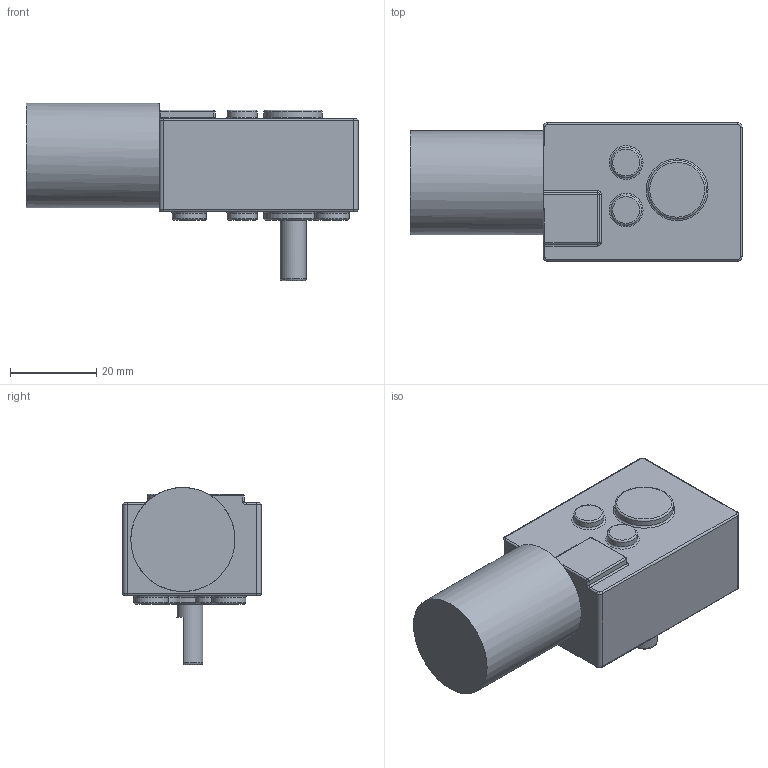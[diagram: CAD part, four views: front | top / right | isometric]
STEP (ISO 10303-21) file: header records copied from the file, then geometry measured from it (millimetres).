
FILE_DESCRIPTION(/* description */ (''),/* implementation_level */ '2;1');
FILE_NAME(/* name */ 'Gear Motor ZWL-FP69i v8.step',/* time_stamp */ '2017-04-28T14:34:01-07:00',/* author */ (''),/* organization */ (''),/* preprocessor_version */ 'ST-DEVELOPER v16.13',/* originating_system */ 'Autodesk Translation Framework v6.1.1.50',/* authorisation */ '');
FILE_SCHEMA (('AUTOMOTIVE_DESIGN { 1 0 10303 214 3 1 1 }'));
Length unit declared in the file: millimetre
Products named in the file (1): Gear Motor ZWL-FP69i v8
Bounding box: 76.8 x 32 x 40.98 mm (x, y, z)
Volume: 47183.8 mm3; surface area: 9714.3 mm2
Topology: 1 solids, 1 shells, 103 faces, 207 edges, 121 vertices
Faces by surface type: cylinder 39, torus 32, plane 29, sphere 3
Full cylindrical faces by diameter (mm): 3 x4, 6 x1, 7 x4, 7.9 x4, 13.5 x2, 24.1 x1
Entity records: 2557 total; most frequent: DIRECTION 483, CARTESIAN_POINT 432, ORIENTED_EDGE 338, AXIS2_PLACEMENT_3D 214, EDGE_CURVE 169, EDGE_LOOP 154, VERTEX_POINT 119, CIRCLE 110
